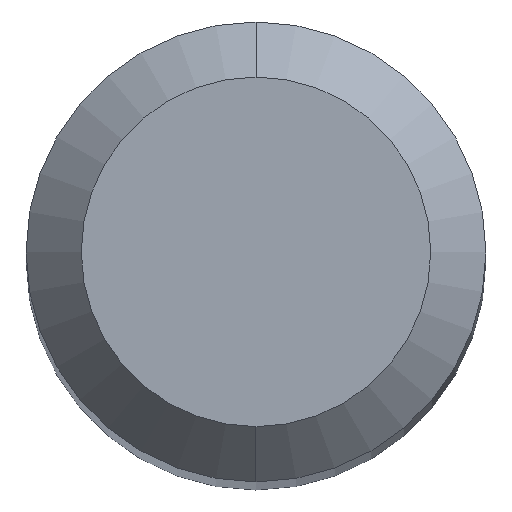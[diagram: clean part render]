
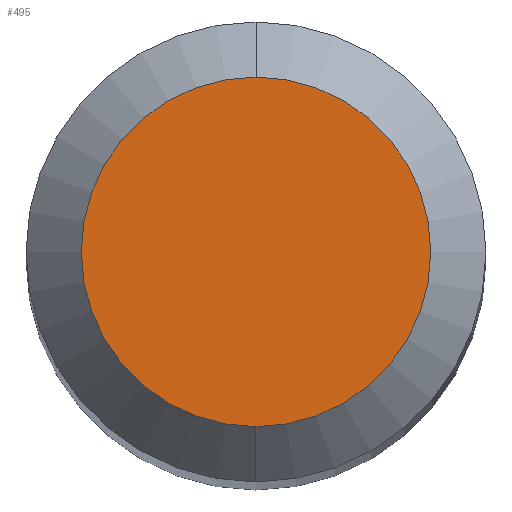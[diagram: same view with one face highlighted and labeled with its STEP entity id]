
A CAD part, top view. The second image highlights one B-rep face of the part: STEP entity #495.
In plain terms, the highlighted planar face has unit normal (0, 0, 1).
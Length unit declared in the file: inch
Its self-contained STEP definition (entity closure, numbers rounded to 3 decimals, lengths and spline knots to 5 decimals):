
#3 = CIRCLE ( 'NONE', #342, 0.0475 ) ;
#13 = AXIS2_PLACEMENT_3D ( 'NONE', #132, #456, #284 ) ;
#37 = VERTEX_POINT ( 'NONE', #49 ) ;
#49 = CARTESIAN_POINT ( 'NONE',  ( 0., -0.0475, 0. ) ) ;
#123 = VERTEX_POINT ( 'NONE', #472 ) ;
#125 = EDGE_CURVE ( 'NONE', #37, #123, #3, .T. ) ;
#132 = CARTESIAN_POINT ( 'NONE',  ( 0., 0., 0. ) ) ;
#176 = CARTESIAN_POINT ( 'NONE',  ( 0., 0.0475, 0. ) ) ;
#180 = CARTESIAN_POINT ( 'NONE',  ( 0., 0., 0. ) ) ;
#250 = DIRECTION ( 'NONE',  ( 0., 0., -1. ) ) ;
#284 = DIRECTION ( 'NONE',  ( 0., -1., 0. ) ) ;
#342 = AXIS2_PLACEMENT_3D ( 'NONE', #180, #508, #432 ) ;
#367 = DIRECTION ( 'NONE',  ( 0., 1., 0. ) ) ;
#370 = EDGE_CURVE ( 'NONE', #123, #37, #491, .T. ) ;
#396 = AXIS2_PLACEMENT_3D ( 'NONE', #176, #250, #367 ) ;
#417 = PLANE ( 'NONE',  #396 ) ;
#422 = EDGE_LOOP ( 'NONE', ( #443, #490 ) ) ;
#432 = DIRECTION ( 'NONE',  ( 0., -1., 0. ) ) ;
#443 = ORIENTED_EDGE ( 'NONE', *, *, #370, .T. ) ;
#456 = DIRECTION ( 'NONE',  ( 0., 0., 1. ) ) ;
#472 = CARTESIAN_POINT ( 'NONE',  ( 0., 0.0475, 0. ) ) ;
#490 = ORIENTED_EDGE ( 'NONE', *, *, #125, .T. ) ;
#491 = CIRCLE ( 'NONE', #13, 0.0475 ) ;
#493 = FACE_OUTER_BOUND ( 'NONE', #422, .T. ) ;
#495 = ADVANCED_FACE ( 'NONE', ( #493 ), #417, .F. ) ;
#508 = DIRECTION ( 'NONE',  ( 0., 0., 1. ) ) ;
